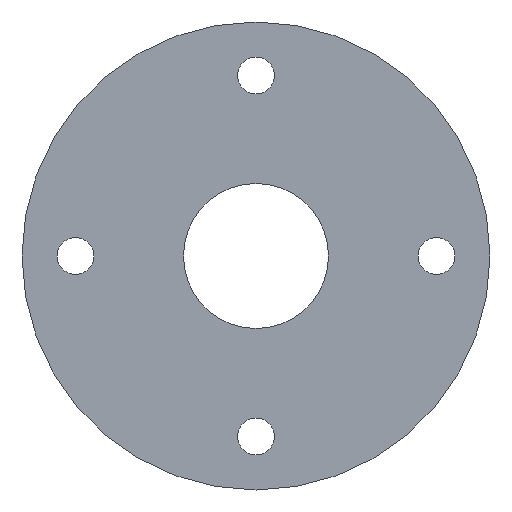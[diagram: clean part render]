
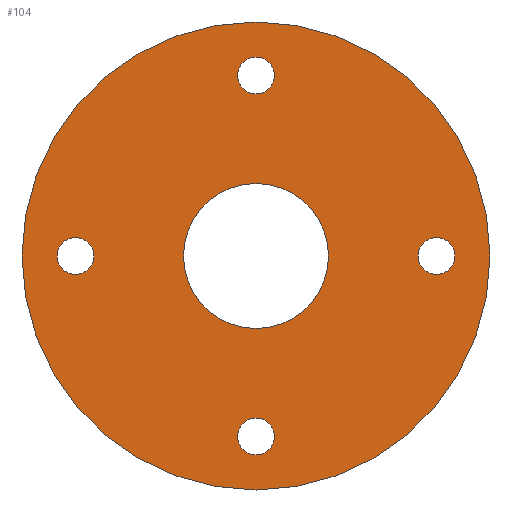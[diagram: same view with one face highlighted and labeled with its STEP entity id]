
A CAD part, front view. The second image highlights one B-rep face of the part: STEP entity #104.
In plain terms, the highlighted planar face has unit normal (0, -1, 0).
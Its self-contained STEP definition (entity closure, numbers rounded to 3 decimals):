
#104=ADVANCED_FACE('NONE',(#223,#224,#225,#226,#227,#228),#229,.T.);
#223=FACE_OUTER_BOUND('',#361,.T.);
#224=FACE_BOUND('',#362,.T.);
#225=FACE_BOUND('',#363,.T.);
#226=FACE_BOUND('',#364,.T.);
#227=FACE_BOUND('',#365,.T.);
#228=FACE_BOUND('',#366,.T.);
#229=PLANE('',#367);
#361=EDGE_LOOP('',(#602,#603));
#362=EDGE_LOOP('',(#604,#605));
#363=EDGE_LOOP('',(#606,#607));
#364=EDGE_LOOP('',(#608,#609));
#365=EDGE_LOOP('',(#610,#611));
#366=EDGE_LOOP('',(#612,#613));
#367=AXIS2_PLACEMENT_3D('',#614,#615,#616);
#602=ORIENTED_EDGE('',*,*,#841,.F.);
#603=ORIENTED_EDGE('',*,*,#848,.F.);
#604=ORIENTED_EDGE('',*,*,#855,.T.);
#605=ORIENTED_EDGE('',*,*,#783,.T.);
#606=ORIENTED_EDGE('',*,*,#856,.T.);
#607=ORIENTED_EDGE('',*,*,#793,.T.);
#608=ORIENTED_EDGE('',*,*,#857,.T.);
#609=ORIENTED_EDGE('',*,*,#803,.T.);
#610=ORIENTED_EDGE('',*,*,#858,.T.);
#611=ORIENTED_EDGE('',*,*,#813,.T.);
#612=ORIENTED_EDGE('',*,*,#859,.T.);
#613=ORIENTED_EDGE('',*,*,#818,.T.);
#614=CARTESIAN_POINT('',(69.974,0.,35.0));
#615=DIRECTION('',(0.0,-1.0,0.));
#616=DIRECTION('',(1.0,0.0,0.0));
#783=EDGE_CURVE('NONE',#927,#928,#929,.T.);
#793=EDGE_CURVE('NONE',#945,#946,#947,.T.);
#803=EDGE_CURVE('NONE',#963,#964,#965,.T.);
#813=EDGE_CURVE('NONE',#981,#982,#983,.T.);
#818=EDGE_CURVE('NONE',#990,#991,#992,.T.);
#841=EDGE_CURVE('NONE',#1021,#1022,#1023,.T.);
#848=EDGE_CURVE('NONE',#1022,#1021,#1030,.T.);
#855=EDGE_CURVE('NONE',#928,#927,#1037,.T.);
#856=EDGE_CURVE('NONE',#946,#945,#1038,.T.);
#857=EDGE_CURVE('NONE',#964,#963,#1039,.T.);
#858=EDGE_CURVE('NONE',#982,#981,#1040,.T.);
#859=EDGE_CURVE('NONE',#991,#990,#1041,.T.);
#927=VERTEX_POINT('NONE',#1150);
#928=VERTEX_POINT('NONE',#1151);
#929=CIRCLE('',#1152,2.75);
#945=VERTEX_POINT('NONE',#1207);
#946=VERTEX_POINT('NONE',#1208);
#947=CIRCLE('',#1209,2.75);
#963=VERTEX_POINT('NONE',#1270);
#964=VERTEX_POINT('NONE',#1271);
#965=CIRCLE('',#1272,2.75);
#981=VERTEX_POINT('NONE',#1329);
#982=VERTEX_POINT('NONE',#1330);
#983=CIRCLE('',#1331,2.75);
#990=VERTEX_POINT('NONE',#1340);
#991=VERTEX_POINT('NONE',#1341);
#992=CIRCLE('',#1342,10.85);
#1021=VERTEX_POINT('NONE',#1505);
#1022=VERTEX_POINT('NONE',#1506);
#1023=CIRCLE('',#1507,35.);
#1030=CIRCLE('',#1516,35.);
#1037=CIRCLE('',#1558,2.75);
#1038=CIRCLE('',#1559,2.75);
#1039=CIRCLE('',#1560,2.75);
#1040=CIRCLE('',#1561,2.75);
#1041=CIRCLE('',#1562,10.85);
#1150=CARTESIAN_POINT('',(7.974,0.,32.25));
#1151=CARTESIAN_POINT('',(7.974,0.,37.75));
#1152=AXIS2_PLACEMENT_3D('',#1630,#1631,#1632);
#1207=CARTESIAN_POINT('',(34.974,0.,59.25));
#1208=CARTESIAN_POINT('',(34.974,0.,64.75));
#1209=AXIS2_PLACEMENT_3D('',#1643,#1644,#1645);
#1270=CARTESIAN_POINT('',(34.974,0.,5.25));
#1271=CARTESIAN_POINT('',(34.974,0.,10.75));
#1272=AXIS2_PLACEMENT_3D('',#1656,#1657,#1658);
#1329=CARTESIAN_POINT('',(61.974,0.,32.25));
#1330=CARTESIAN_POINT('',(61.974,0.,37.75));
#1331=AXIS2_PLACEMENT_3D('',#1669,#1670,#1671);
#1340=CARTESIAN_POINT('',(34.974,0.,24.15));
#1341=CARTESIAN_POINT('',(34.974,0.,45.85));
#1342=AXIS2_PLACEMENT_3D('',#1677,#1678,#1679);
#1505=CARTESIAN_POINT('',(34.974,0.,70.));
#1506=CARTESIAN_POINT('',(34.974,0.,0.));
#1507=AXIS2_PLACEMENT_3D('',#1705,#1706,#1707);
#1516=AXIS2_PLACEMENT_3D('',#1716,#1717,#1718);
#1558=AXIS2_PLACEMENT_3D('',#1725,#1726,#1727);
#1559=AXIS2_PLACEMENT_3D('',#1728,#1729,#1730);
#1560=AXIS2_PLACEMENT_3D('',#1731,#1732,#1733);
#1561=AXIS2_PLACEMENT_3D('',#1734,#1735,#1736);
#1562=AXIS2_PLACEMENT_3D('',#1737,#1738,#1739);
#1630=CARTESIAN_POINT('',(7.974,0.,35.));
#1631=DIRECTION('',(-0.0,1.0,0.));
#1632=DIRECTION('',(0.0,0.,1.0));
#1643=CARTESIAN_POINT('',(34.974,0.,62.0));
#1644=DIRECTION('',(-0.0,1.0,0.));
#1645=DIRECTION('',(0.0,0.,1.0));
#1656=CARTESIAN_POINT('',(34.974,0.,8.));
#1657=DIRECTION('',(-0.0,1.0,0.));
#1658=DIRECTION('',(0.0,0.,1.0));
#1669=CARTESIAN_POINT('',(61.974,0.,35.));
#1670=DIRECTION('',(-0.0,1.0,0.));
#1671=DIRECTION('',(0.0,0.,1.0));
#1677=CARTESIAN_POINT('',(34.974,0.,35.0));
#1678=DIRECTION('',(0.,1.0,0.));
#1679=DIRECTION('',(0.,0.,1.0));
#1705=CARTESIAN_POINT('',(34.974,0.,35.0));
#1706=DIRECTION('',(0.0,1.0,0.));
#1707=DIRECTION('',(0.0,0.,1.0));
#1716=CARTESIAN_POINT('',(34.974,0.,35.0));
#1717=DIRECTION('',(0.0,1.0,0.));
#1718=DIRECTION('',(0.0,0.,1.0));
#1725=CARTESIAN_POINT('',(7.974,0.,35.));
#1726=DIRECTION('',(-0.0,1.0,0.));
#1727=DIRECTION('',(0.0,0.,1.0));
#1728=CARTESIAN_POINT('',(34.974,0.,62.0));
#1729=DIRECTION('',(-0.0,1.0,0.));
#1730=DIRECTION('',(0.0,0.,1.0));
#1731=CARTESIAN_POINT('',(34.974,0.,8.));
#1732=DIRECTION('',(-0.0,1.0,0.));
#1733=DIRECTION('',(0.0,0.,1.0));
#1734=CARTESIAN_POINT('',(61.974,0.,35.));
#1735=DIRECTION('',(-0.0,1.0,0.));
#1736=DIRECTION('',(0.0,0.,1.0));
#1737=CARTESIAN_POINT('',(34.974,0.,35.0));
#1738=DIRECTION('',(0.,1.0,0.));
#1739=DIRECTION('',(0.,0.,1.0));
